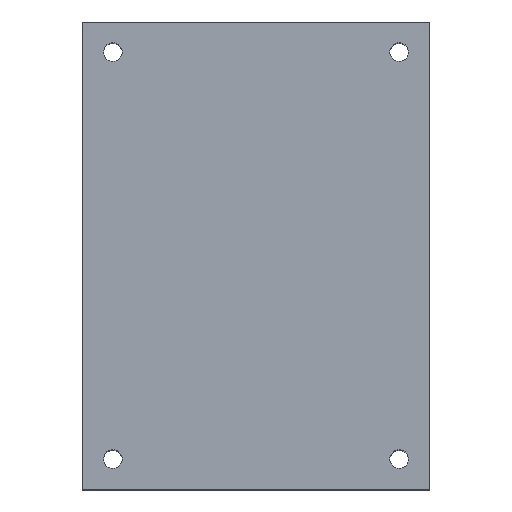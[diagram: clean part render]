
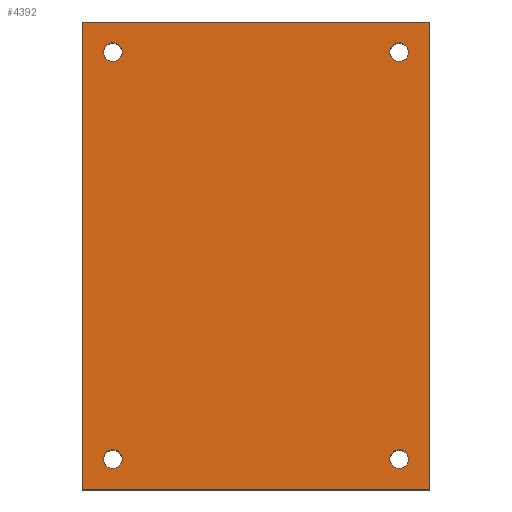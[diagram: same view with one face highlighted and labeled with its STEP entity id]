
A CAD part, top view. The second image highlights one B-rep face of the part: STEP entity #4392.
In plain terms, the highlighted planar face has unit normal (0, 0, 1).
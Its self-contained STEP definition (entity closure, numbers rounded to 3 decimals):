
#35=FACE_BOUND('',#945,.T.);
#36=FACE_BOUND('',#946,.T.);
#37=FACE_BOUND('',#947,.T.);
#38=FACE_BOUND('',#948,.T.);
#70=PLANE('',#4676);
#238=LINE('',#22343,#462);
#242=LINE('',#22740,#466);
#244=LINE('',#22744,#468);
#270=LINE('',#22847,#494);
#462=VECTOR('',#5230,10.);
#466=VECTOR('',#5242,10.);
#468=VECTOR('',#5246,10.);
#494=VECTOR('',#5326,10.);
#696=FACE_OUTER_BOUND('',#944,.T.);
#944=EDGE_LOOP('',(#3670,#3671,#3672,#3673));
#945=EDGE_LOOP('',(#3674));
#946=EDGE_LOOP('',(#3675));
#947=EDGE_LOOP('',(#3676));
#948=EDGE_LOOP('',(#3677));
#1117=CIRCLE('',#4593,3.1);
#1118=CIRCLE('',#4595,3.1);
#1194=CIRCLE('',#4677,3.1);
#1195=CIRCLE('',#4678,3.1);
#1722=VERTEX_POINT('',#17117);
#1723=VERTEX_POINT('',#17121);
#1818=VERTEX_POINT('',#22340);
#1819=VERTEX_POINT('',#22342);
#1831=VERTEX_POINT('',#22738);
#1832=VERTEX_POINT('',#22742);
#1884=VERTEX_POINT('',#22851);
#1885=VERTEX_POINT('',#22853);
#2302=EDGE_CURVE('',#1722,#1722,#1117,.T.);
#2304=EDGE_CURVE('',#1723,#1723,#1118,.T.);
#2448=EDGE_CURVE('',#1819,#1818,#238,.T.);
#2464=EDGE_CURVE('',#1831,#1818,#242,.T.);
#2466=EDGE_CURVE('',#1832,#1831,#244,.T.);
#2518=EDGE_CURVE('',#1832,#1819,#270,.T.);
#2520=EDGE_CURVE('',#1884,#1884,#1194,.T.);
#2521=EDGE_CURVE('',#1885,#1885,#1195,.T.);
#3670=ORIENTED_EDGE('',*,*,#2464,.F.);
#3671=ORIENTED_EDGE('',*,*,#2466,.F.);
#3672=ORIENTED_EDGE('',*,*,#2518,.T.);
#3673=ORIENTED_EDGE('',*,*,#2448,.T.);
#3674=ORIENTED_EDGE('',*,*,#2302,.T.);
#3675=ORIENTED_EDGE('',*,*,#2304,.T.);
#3676=ORIENTED_EDGE('',*,*,#2520,.T.);
#3677=ORIENTED_EDGE('',*,*,#2521,.T.);
#4392=ADVANCED_FACE('',(#696,#35,#36,#37,#38),#70,.T.);
#4593=AXIS2_PLACEMENT_3D('',#17118,#5081,#5082);
#4595=AXIS2_PLACEMENT_3D('',#17122,#5086,#5087);
#4676=AXIS2_PLACEMENT_3D('',#22850,#5329,#5330);
#4677=AXIS2_PLACEMENT_3D('',#22852,#5331,#5332);
#4678=AXIS2_PLACEMENT_3D('',#22854,#5333,#5334);
#5081=DIRECTION('center_axis',(0.,0.,-1.));
#5082=DIRECTION('ref_axis',(-1.,0.,0.));
#5086=DIRECTION('center_axis',(0.,0.,-1.));
#5087=DIRECTION('ref_axis',(-1.,0.,0.));
#5230=DIRECTION('',(-1.,0.,0.));
#5242=DIRECTION('',(0.,1.,0.));
#5246=DIRECTION('',(-1.,0.,0.));
#5326=DIRECTION('',(0.,1.,0.));
#5329=DIRECTION('center_axis',(0.,0.,1.));
#5330=DIRECTION('ref_axis',(0.,1.,0.));
#5331=DIRECTION('center_axis',(0.,0.,-1.));
#5332=DIRECTION('ref_axis',(-1.,0.,0.));
#5333=DIRECTION('center_axis',(0.,0.,-1.));
#5334=DIRECTION('ref_axis',(-1.,0.,0.));
#17117=CARTESIAN_POINT('',(-54.4,67.5,77.5));
#17118=CARTESIAN_POINT('Origin',(-57.5,67.5,77.5));
#17121=CARTESIAN_POINT('',(40.6,67.5,77.5));
#17122=CARTESIAN_POINT('Origin',(37.5,67.5,77.5));
#22340=CARTESIAN_POINT('',(-67.5,77.5,77.5));
#22342=CARTESIAN_POINT('',(47.5,77.5,77.5));
#22343=CARTESIAN_POINT('',(47.5,77.5,77.5));
#22738=CARTESIAN_POINT('',(-67.5,-77.5,77.5));
#22740=CARTESIAN_POINT('',(-67.5,77.5,77.5));
#22742=CARTESIAN_POINT('',(47.5,-77.5,77.5));
#22744=CARTESIAN_POINT('',(-47.5,-77.5,77.5));
#22847=CARTESIAN_POINT('',(47.5,-77.5,77.5));
#22850=CARTESIAN_POINT('Origin',(47.5,-77.5,77.5));
#22851=CARTESIAN_POINT('',(-54.4,-67.5,77.5));
#22852=CARTESIAN_POINT('Origin',(-57.5,-67.5,77.5));
#22853=CARTESIAN_POINT('',(40.6,-67.5,77.5));
#22854=CARTESIAN_POINT('Origin',(37.5,-67.5,77.5));
